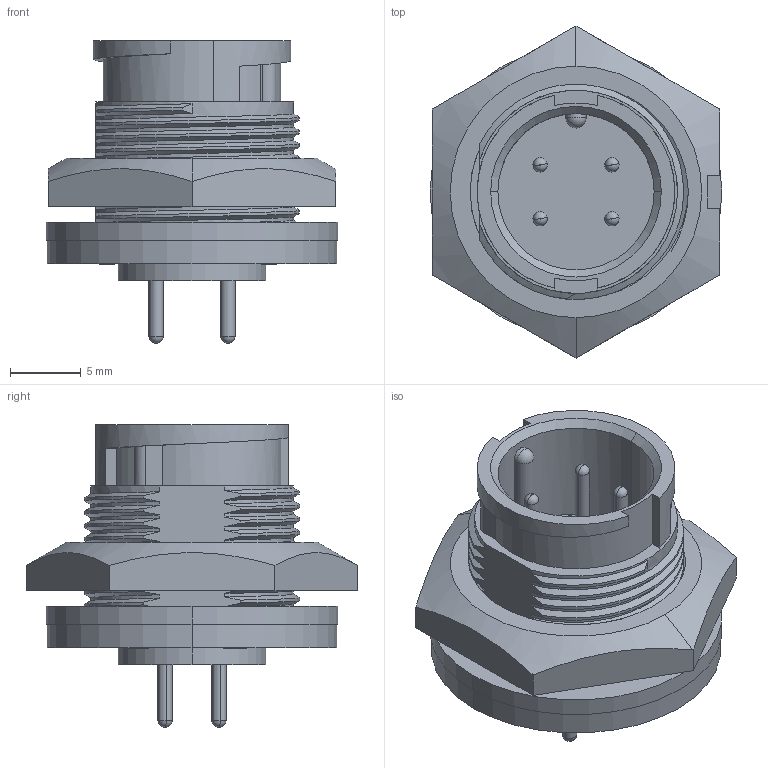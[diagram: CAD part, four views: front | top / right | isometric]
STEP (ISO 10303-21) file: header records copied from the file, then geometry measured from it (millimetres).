
FILE_DESCRIPTION (( 'STEP AP203' ), '1' );
FILE_NAME ('7281-4PG-300.STEP', '2013-09-05T18:30:46', ( '21FPBF1' ), ( 'Conxall' ), 'SwSTEP 2.0', 'SolidWorks 2012', '' );
FILE_SCHEMA (( 'CONFIG_CONTROL_DESIGN' ));
Length unit declared in the file: inch
Products named in the file (1): 7281-4PG-300
Bounding box: 20.62 x 23.46 x 21.36 mm (x, y, z)
Volume: 2861.9 mm3; surface area: 2889.3 mm2
Topology: 2 solids, 2 shells, 234 faces, 613 edges, 401 vertices
Faces by surface type: plane 85, cylinder 65, bspline 63, torus 16, cone 4, sphere 1
Entity records: 19596 total; most frequent: CARTESIAN_POINT 14369, ORIENTED_EDGE 1222, DIRECTION 860, EDGE_CURVE 611, VERTEX_POINT 400, LINE 292, VECTOR 292, AXIS2_PLACEMENT_3D 284
